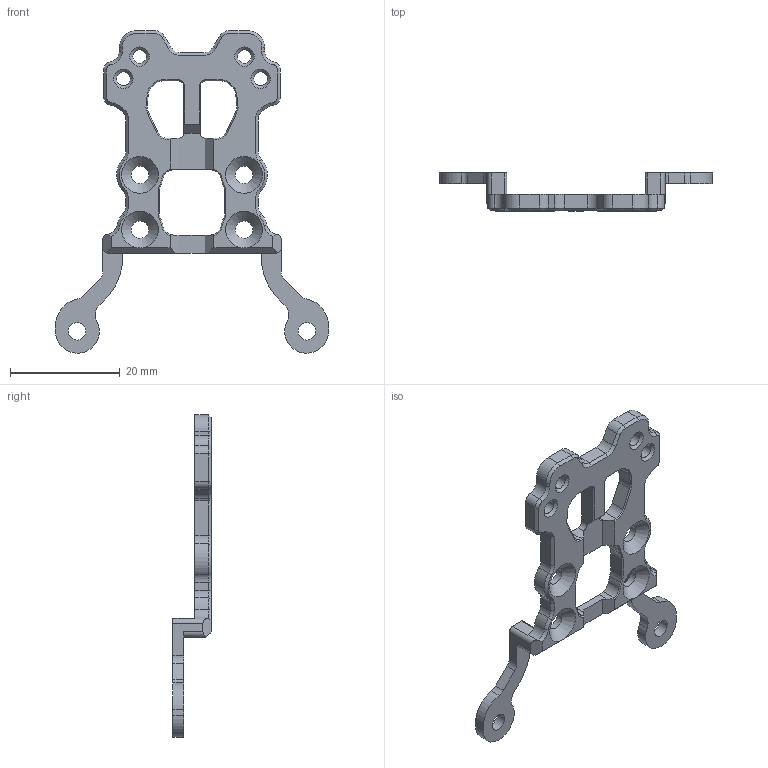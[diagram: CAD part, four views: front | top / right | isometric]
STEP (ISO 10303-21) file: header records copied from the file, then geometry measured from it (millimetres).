
FILE_DESCRIPTION(/* description */ (''),/* implementation_level */ '2;1');
FILE_NAME(/* name */ 'P0010_REV_D _DB_FRONT_PLATE.step',/* time_stamp */ '2024-06-14T13:44:11-04:00',/* author */ (''),/* organization */ (''),/* preprocessor_version */ 'ST-DEVELOPER v20',/* originating_system */ 'Autodesk Translation Framework v13.14.0.145',/* authorisation */ '');
FILE_SCHEMA (('AUTOMOTIVE_DESIGN { 1 0 10303 214 3 1 1 }','MODEL_BASED_INTEGRATED_MANUFACTURING_SCHEMA'));
Length unit declared in the file: millimetre
Products named in the file (1): P0010_REV_D _DB_FRONT_PLATE
Bounding box: 49.8 x 7.01 x 58.8 mm (x, y, z)
Volume: 2547.5 mm3; surface area: 3076.9 mm2
Topology: 1 solids, 1 shells, 238 faces, 635 edges, 394 vertices
Faces by surface type: plane 92, cylinder 84, cone 62
Full cylindrical faces by diameter (mm): 2.529 x4, 3.2 x6
Entity records: 7463 total; most frequent: DIRECTION 1345, CARTESIAN_POINT 1290, ORIENTED_EDGE 1270, EDGE_CURVE 635, AXIS2_PLACEMENT_3D 481, VERTEX_POINT 394, LINE 383, VECTOR 383
